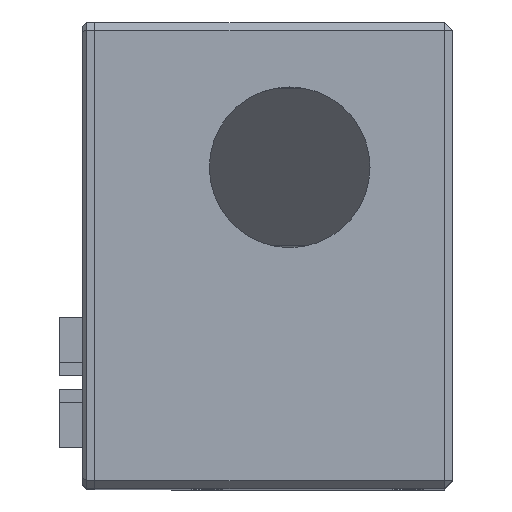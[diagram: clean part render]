
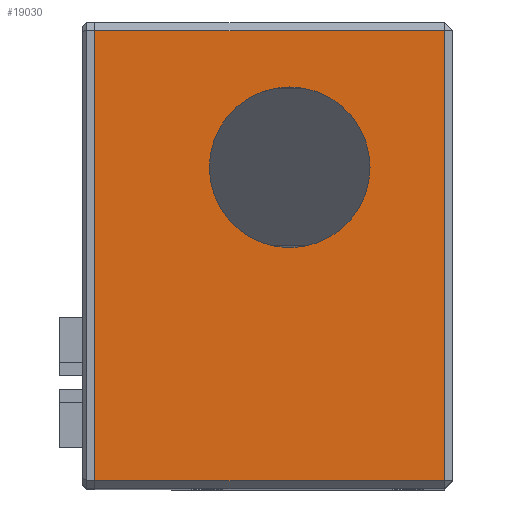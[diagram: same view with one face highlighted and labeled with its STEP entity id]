
A CAD part, top view. The second image highlights one B-rep face of the part: STEP entity #19030.
In plain terms, the highlighted planar face has unit normal (0, 0, 1).
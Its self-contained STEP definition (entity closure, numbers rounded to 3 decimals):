
#1146=FACE_BOUND('',#3547,.T.);
#1435=CIRCLE('',#20447,10.);
#2422=FACE_OUTER_BOUND('',#3546,.T.);
#3546=EDGE_LOOP('',(#16500,#16501,#16502,#16503));
#3547=EDGE_LOOP('',(#16504));
#5548=LINE('',#31063,#7645);
#5551=LINE('',#31069,#7648);
#5581=LINE('',#31197,#7678);
#5588=LINE('',#31214,#7685);
#7645=VECTOR('',#24746,10.);
#7648=VECTOR('',#24751,10.);
#7678=VECTOR('',#24885,10.);
#7685=VECTOR('',#24908,10.);
#9297=VERTEX_POINT('',#31026);
#9301=VERTEX_POINT('',#31040);
#9308=VERTEX_POINT('',#31062);
#9310=VERTEX_POINT('',#31068);
#9347=VERTEX_POINT('',#31215);
#11721=EDGE_CURVE('',#9297,#9308,#5548,.T.);
#11724=EDGE_CURVE('',#9301,#9310,#5551,.T.);
#11783=EDGE_CURVE('',#9297,#9301,#5581,.T.);
#11792=EDGE_CURVE('',#9310,#9308,#5588,.T.);
#11793=EDGE_CURVE('',#9347,#9347,#1435,.T.);
#16500=ORIENTED_EDGE('',*,*,#11724,.F.);
#16501=ORIENTED_EDGE('',*,*,#11783,.F.);
#16502=ORIENTED_EDGE('',*,*,#11721,.T.);
#16503=ORIENTED_EDGE('',*,*,#11792,.F.);
#16504=ORIENTED_EDGE('',*,*,#11793,.F.);
#18106=PLANE('',#20446);
#19030=ADVANCED_FACE('',(#2422,#1146),#18106,.T.);
#20446=AXIS2_PLACEMENT_3D('',#31213,#24906,#24907);
#20447=AXIS2_PLACEMENT_3D('',#31216,#24909,#24910);
#24746=DIRECTION('',(-1.,0.,0.));
#24751=DIRECTION('',(-1.,0.,0.));
#24885=DIRECTION('',(0.,-1.,0.));
#24906=DIRECTION('center_axis',(0.,0.,
1.));
#24907=DIRECTION('ref_axis',(1.,0.,0.));
#24908=DIRECTION('',(0.,1.,0.));
#24909=DIRECTION('center_axis',(0.,0.,
1.));
#24910=DIRECTION('ref_axis',(-1.,0.,0.));
#31026=CARTESIAN_POINT('',(8.969,43.405,2.684));
#31040=CARTESIAN_POINT('',(8.969,-12.595,2.684));
#31062=CARTESIAN_POINT('',(-34.531,43.405,2.684));
#31063=CARTESIAN_POINT('',(-26.031,43.405,2.684));
#31068=CARTESIAN_POINT('',(-34.531,-12.595,2.684));
#31069=CARTESIAN_POINT('',(-26.031,-12.595,2.684));
#31197=CARTESIAN_POINT('',(8.969,0.905,2.684));
#31213=CARTESIAN_POINT('Origin',(-8.031,15.405,2.684));
#31214=CARTESIAN_POINT('',(-34.531,29.905,2.684));
#31215=CARTESIAN_POINT('',(-0.281,26.405,2.684));
#31216=CARTESIAN_POINT('Origin',(-10.281,26.405,2.684));
